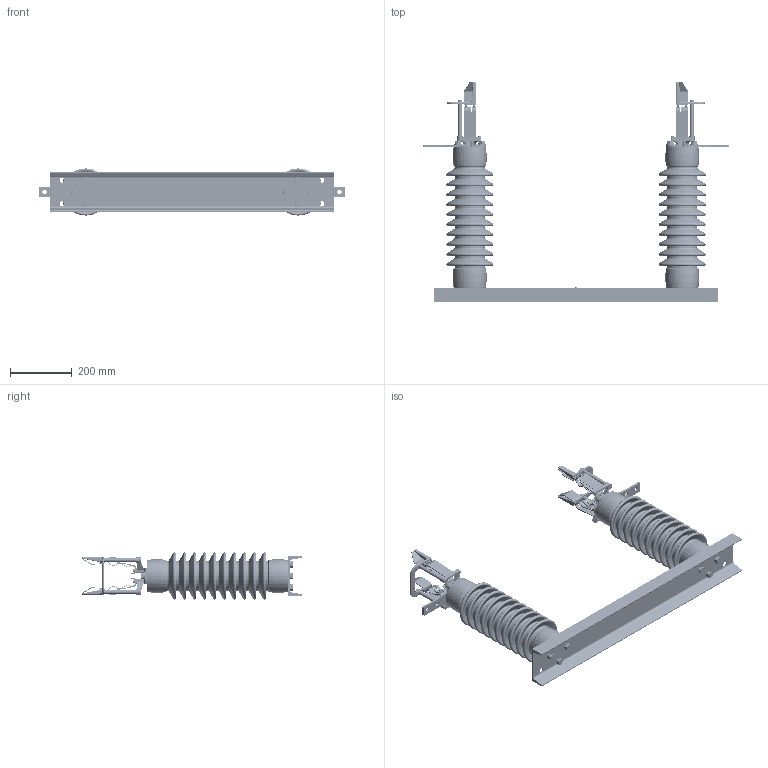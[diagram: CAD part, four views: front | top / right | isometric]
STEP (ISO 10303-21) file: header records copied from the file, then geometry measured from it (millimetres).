
FILE_DESCRIPTION (( 'STEP AP214' ), '1' );
FILE_NAME ('701690.STEP', '2024-08-06T16:42:00', ( '' ), ( '' ), 'SwSTEP 2.0', 'SolidWorks 2021', '' );
FILE_SCHEMA (( 'AUTOMOTIVE_DESIGN' ));
Length unit declared in the file: inch
Products named in the file (23): N405P45T_Regular LW 0.5; N42P21008; 6124463P06_ASSEMBLY; 6124463P03_ASSEMBLY; 482B664G01_701534; 6179604P02; N530P404B6 ; N42P16006; N17P29014; 2B613030P08; 252C562P01_P01; N24P25080; 6149405P02_P02; 163A3628G01; 6329923P04_P04; N402P15T; 2A613025_P01; 482B665G01_701539; 6149405P01_P01; N407P39; N407P41; 701690; N407P43
Assembly tree (66 placements, depth 4):
  701690
    2B613030P08
    6179604P02  x2
    482B665G01_701539  x2
      482B664G01_701534
        252C562P01_P01
        6124463P06_ASSEMBLY
        6124463P03_ASSEMBLY  x2
        N42P21008  x4
        N407P41  x4
      2A613025_P01
      163A3628G01
        6329923P04_P04
        6149405P02_P02
        6149405P01_P01
        N42P16006  x4
        N407P39  x4
      N24P25080
      N407P43
    N530P404B6   x2
    N402P15T  x4
    N405P45T_Regular LW 0.5  x12
    N17P29014  x12
Bounding box: 990.35 x 709.97 x 152.4 mm (x, y, z)
Volume: 11494454.2 mm3; surface area: 1466048 mm2
Topology: 91 solids, 91 shells, 5768 faces, 13324 edges, 7698 vertices
Faces by surface type: cone 2280, cylinder 1784, plane 1284, torus 252, bspline 92, sphere 76
Entity records: 54259 total; most frequent: CARTESIAN_POINT 10122, DIRECTION 8448, ORIENTED_EDGE 7452, EDGE_CURVE 3726, AXIS2_PLACEMENT_3D 3386, VERTEX_POINT 2155, CIRCLE 1749, EDGE_LOOP 1693
